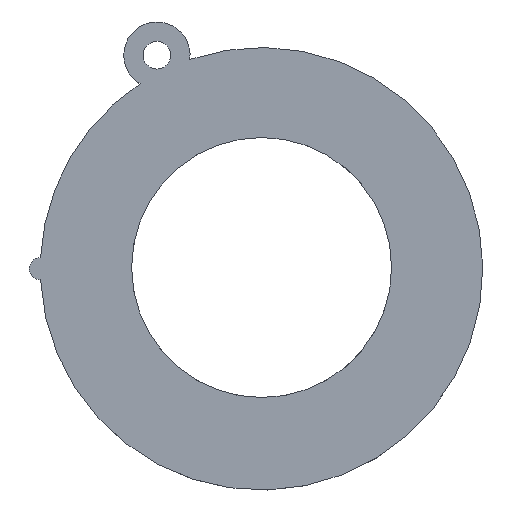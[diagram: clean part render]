
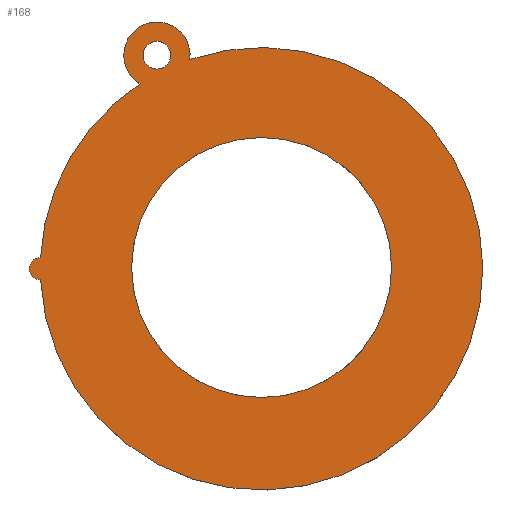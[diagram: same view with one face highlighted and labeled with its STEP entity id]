
A CAD part, top view. The second image highlights one B-rep face of the part: STEP entity #168.
In plain terms, the highlighted planar face has unit normal (0, 0, 1).
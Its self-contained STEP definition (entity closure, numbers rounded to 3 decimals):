
#16=FACE_BOUND('',#35,.T.);
#17=FACE_BOUND('',#36,.T.);
#20=PLANE('',#197);
#25=FACE_OUTER_BOUND('',#34,.T.);
#34=EDGE_LOOP('',(#128,#129,#130,#131));
#35=EDGE_LOOP('',(#132));
#36=EDGE_LOOP('',(#133));
#61=CIRCLE('',#189,11.75);
#63=CIRCLE('',#192,3.);
#66=CIRCLE('',#196,1.25);
#67=CIRCLE('',#198,20.);
#68=CIRCLE('',#199,1.);
#69=CIRCLE('',#200,20.);
#74=VERTEX_POINT('',#265);
#79=VERTEX_POINT('',#313);
#81=VERTEX_POINT('',#317);
#84=VERTEX_POINT('',#325);
#85=VERTEX_POINT('',#329);
#86=VERTEX_POINT('',#331);
#90=EDGE_CURVE('',#74,#74,#61,.T.);
#98=EDGE_CURVE('',#79,#81,#63,.T.);
#102=EDGE_CURVE('',#84,#84,#66,.T.);
#103=EDGE_CURVE('',#81,#85,#67,.T.);
#104=EDGE_CURVE('',#85,#86,#68,.T.);
#105=EDGE_CURVE('',#86,#79,#69,.T.);
#128=ORIENTED_EDGE('',*,*,#103,.T.);
#129=ORIENTED_EDGE('',*,*,#104,.T.);
#130=ORIENTED_EDGE('',*,*,#105,.T.);
#131=ORIENTED_EDGE('',*,*,#98,.T.);
#132=ORIENTED_EDGE('',*,*,#90,.T.);
#133=ORIENTED_EDGE('',*,*,#102,.T.);
#168=ADVANCED_FACE('',(#25,#16,#17),#20,.F.);
#189=AXIS2_PLACEMENT_3D('',#266,#214,#215);
#192=AXIS2_PLACEMENT_3D('',#319,#223,#224);
#196=AXIS2_PLACEMENT_3D('',#327,#232,#233);
#197=AXIS2_PLACEMENT_3D('',#328,#234,#235);
#198=AXIS2_PLACEMENT_3D('',#330,#236,#237);
#199=AXIS2_PLACEMENT_3D('',#332,#238,#239);
#200=AXIS2_PLACEMENT_3D('',#333,#240,#241);
#214=DIRECTION('center_axis',(0.,0.,-1.));
#215=DIRECTION('ref_axis',(0.,1.,0.));
#223=DIRECTION('center_axis',(0.,0.,1.));
#224=DIRECTION('ref_axis',(1.,0.,0.));
#232=DIRECTION('center_axis',(0.,0.,-1.));
#233=DIRECTION('ref_axis',(-1.,0.,0.));
#234=DIRECTION('center_axis',(0.,0.,-1.));
#235=DIRECTION('ref_axis',(0.707,-0.707,0.));
#236=DIRECTION('center_axis',(0.,0.,1.));
#237=DIRECTION('ref_axis',(0.,-1.,0.));
#238=DIRECTION('center_axis',(0.,0.,1.));
#239=DIRECTION('ref_axis',(0.,1.,0.));
#240=DIRECTION('center_axis',(0.,0.,1.));
#241=DIRECTION('ref_axis',(0.,-1.,0.));
#265=CARTESIAN_POINT('',(-0.476,-11.75,-6.1));
#266=CARTESIAN_POINT('Origin',(-0.476,0.,-6.1));
#313=CARTESIAN_POINT('',(-6.965,18.811,-6.1));
#317=CARTESIAN_POINT('',(-11.462,16.608,-6.1));
#319=CARTESIAN_POINT('Origin',(-9.94,19.193,-6.1));
#325=CARTESIAN_POINT('',(-8.69,19.193,-6.1));
#327=CARTESIAN_POINT('Origin',(-9.94,19.193,-6.1));
#328=CARTESIAN_POINT('Origin',(-0.486,-0.111,-6.1));
#329=CARTESIAN_POINT('',(-20.461,0.889,-6.1));
#330=CARTESIAN_POINT('Origin',(-0.486,-0.111,-6.1));
#331=CARTESIAN_POINT('',(-20.461,-1.111,-6.1));
#332=CARTESIAN_POINT('Origin',(-20.486,-0.111,-6.1));
#333=CARTESIAN_POINT('Origin',(-0.486,-0.111,-6.1));
